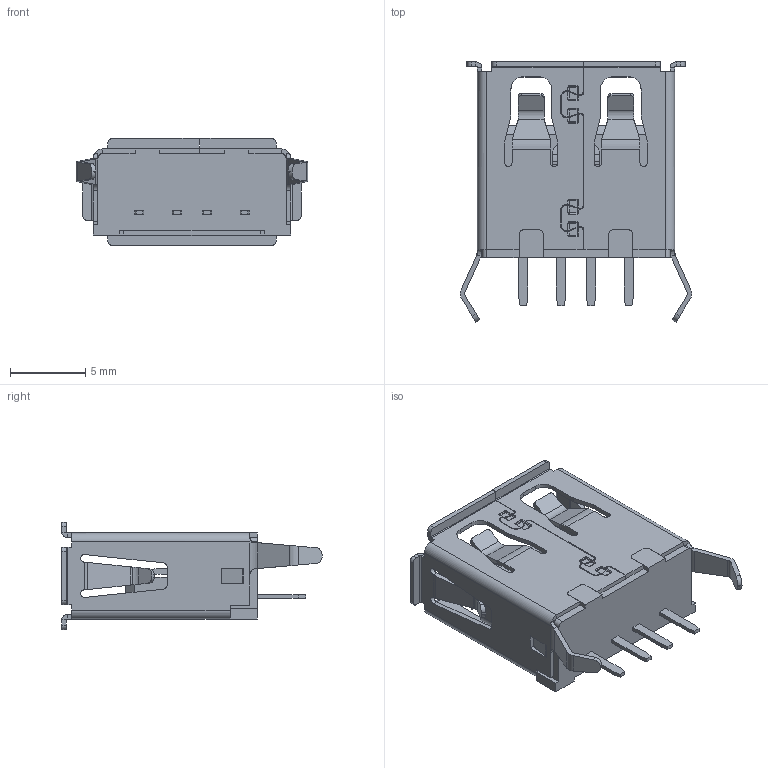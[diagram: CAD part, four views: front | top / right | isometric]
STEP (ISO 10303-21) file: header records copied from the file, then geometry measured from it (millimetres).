
FILE_DESCRIPTION (( 'STEP AP214' ), '1' );
FILE_NAME ('SS-52100-002.STEP', '2023-11-03T14:07:41', ( '' ), ( '' ), 'SwSTEP 2.0', 'SolidWorks 2021', '' );
FILE_SCHEMA (( 'AUTOMOTIVE_DESIGN' ));
Length unit declared in the file: millimetre
Products named in the file (1): SS-52100-002
Bounding box: 15.39 x 17.3 x 7.12 mm (x, y, z)
Volume: 494.4 mm3; surface area: 1396.6 mm2
Topology: 10 solids, 10 shells, 601 faces, 1646 edges, 1050 vertices
Faces by surface type: plane 315, cylinder 252, sphere 16, torus 16, bspline 2
Entity records: 19296 total; most frequent: CARTESIAN_POINT 4147, ORIENTED_EDGE 3260, DIRECTION 3054, EDGE_CURVE 1630, VECTOR 1050, LINE 1050, VERTEX_POINT 1050, AXIS2_PLACEMENT_3D 1002
